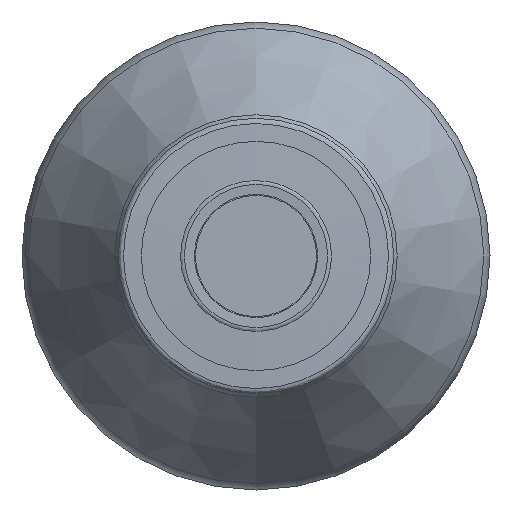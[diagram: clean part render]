
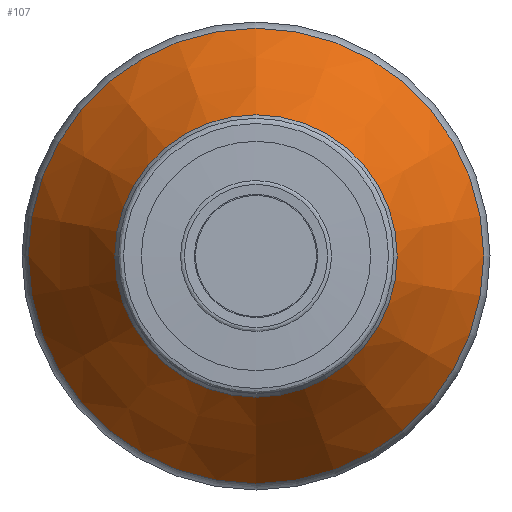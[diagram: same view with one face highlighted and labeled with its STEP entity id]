
A CAD part, left-side view. The second image highlights one B-rep face of the part: STEP entity #107.
In plain terms, the highlighted conical face has half-angle 32.005 degrees and reference radius 16.544 mm.
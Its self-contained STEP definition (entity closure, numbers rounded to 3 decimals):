
#85=CONICAL_SURFACE('',#419,16.544,32.005);
#107=ADVANCED_FACE('',(#159,#160),#85,.T.);
#159=FACE_BOUND('',#214,.T.);
#160=FACE_BOUND('',#215,.T.);
#214=EDGE_LOOP('',(#272));
#215=EDGE_LOOP('',(#273));
#272=ORIENTED_EDGE('',*,*,#345,.T.);
#273=ORIENTED_EDGE('',*,*,#344,.F.);
#315=VERTEX_POINT('',#599);
#316=VERTEX_POINT('',#602);
#344=EDGE_CURVE('',#315,#315,#373,.T.);
#345=EDGE_CURVE('',#316,#316,#374,.T.);
#373=CIRCLE('',#416,16.544);
#374=CIRCLE('',#418,10.26);
#416=AXIS2_PLACEMENT_3D('',#598,#497,#498);
#418=AXIS2_PLACEMENT_3D('',#601,#501,#502);
#419=AXIS2_PLACEMENT_3D('',#603,#503,#504);
#497=DIRECTION('',(1.,0.,0.));
#498=DIRECTION('',(0.,0.,1.));
#501=DIRECTION('',(1.,0.,0.));
#502=DIRECTION('',(0.,0.,1.));
#503=DIRECTION('',(1.,0.,0.));
#504=DIRECTION('',(0.,0.,-1.));
#598=CARTESIAN_POINT('',(116.27,0.,0.));
#599=CARTESIAN_POINT('',(116.27,0.,16.544));
#601=CARTESIAN_POINT('',(106.216,0.,0.));
#602=CARTESIAN_POINT('',(106.216,0.,10.26));
#603=CARTESIAN_POINT('',(116.27,0.,0.));
